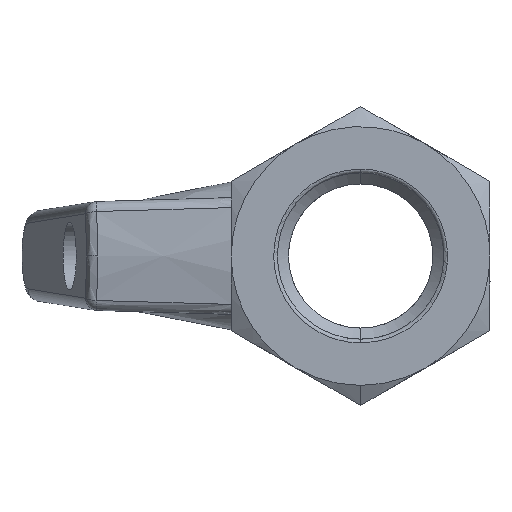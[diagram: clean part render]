
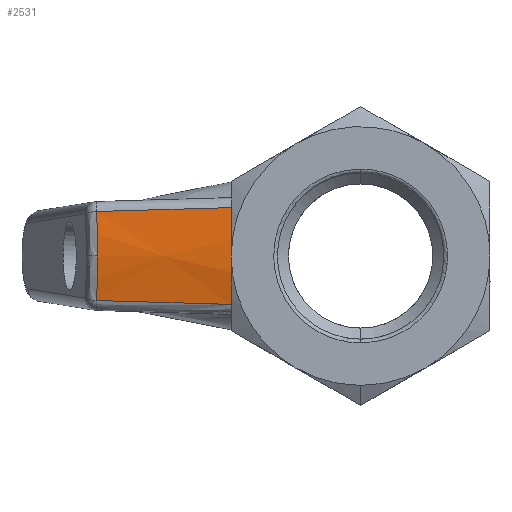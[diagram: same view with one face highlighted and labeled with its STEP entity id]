
A CAD part, left-side view. The second image highlights one B-rep face of the part: STEP entity #2531.
In plain terms, the highlighted conical face has half-angle 4 degrees and reference radius 20 mm.
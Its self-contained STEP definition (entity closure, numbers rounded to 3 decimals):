
#115 = ORIENTED_EDGE ( 'NONE', *, *, #1662, .T. ) ;
#132 = EDGE_CURVE ( 'NONE', #225, #2894, #2302, .T. ) ;
#149 = CARTESIAN_POINT ( 'NONE',  ( -7.394, 21.42, 3.613 ) ) ;
#225 = VERTEX_POINT ( 'NONE', #1205 ) ;
#623 = CARTESIAN_POINT ( 'NONE',  ( -7.741, 21.356, 1.208 ) ) ;
#634 = CARTESIAN_POINT ( 'NONE',  ( -7.625, 21.377, -2.42 ) ) ;
#705 = CARTESIAN_POINT ( 'NONE',  ( -7.394, 21.42, 3.613 ) ) ;
#935 = ORIENTED_EDGE ( 'NONE', *, *, #132, .T. ) ;
#1021 = EDGE_CURVE ( 'NONE', #2894, #1719, #2299, .T. ) ;
#1087 = CARTESIAN_POINT ( 'NONE',  ( -7.867, 14.214, 3.82 ) ) ;
#1101 = B_SPLINE_CURVE_WITH_KNOTS ( 'NONE', 3,
 ( #2847, #1474, #634, #3322 ),
 .UNSPECIFIED., .F., .F.,
 ( 4, 4 ),
 ( 0., 1. ),
 .UNSPECIFIED. ) ;
#1112 = CARTESIAN_POINT ( 'NONE',  ( -8.111, 10.5, 3.926 ) ) ;
#1205 = CARTESIAN_POINT ( 'NONE',  ( -8.111, 10.5, 3.926 ) ) ;
#1346 = CARTESIAN_POINT ( 'NONE',  ( -7.394, 21.42, 3.613 ) ) ;
#1348 = CARTESIAN_POINT ( 'NONE',  ( -7.872, 14.14, -3.822 ) ) ;
#1474 = CARTESIAN_POINT ( 'NONE',  ( -7.741, 21.356, -1.208 ) ) ;
#1478 = CARTESIAN_POINT ( 'NONE',  ( 11.5, 10.5, 0. ) ) ;
#1599 = CARTESIAN_POINT ( 'NONE',  ( -7.628, 17.854, 3.715 ) ) ;
#1662 = EDGE_CURVE ( 'NONE', #2277, #225, #2516, .T. ) ;
#1675 = CARTESIAN_POINT ( 'NONE',  ( -7.741, 21.356, 0. ) ) ;
#1719 = VERTEX_POINT ( 'NONE', #1675 ) ;
#1734 = CARTESIAN_POINT ( 'NONE',  ( -8.5, 10.5, -1.317 ) ) ;
#1813 = EDGE_CURVE ( 'NONE', #2277, #3679, #4682, .T. ) ;
#2277 = VERTEX_POINT ( 'NONE', #3456 ) ;
#2299 = B_SPLINE_CURVE_WITH_KNOTS ( 'NONE', 3,
 ( #149, #3686, #623, #2838 ),
 .UNSPECIFIED., .F., .F.,
 ( 4, 4 ),
 ( 0., 1. ),
 .UNSPECIFIED. ) ;
#2302 = B_SPLINE_CURVE_WITH_KNOTS ( 'NONE', 3,
 ( #1112, #1087, #1599, #705 ),
 .UNSPECIFIED., .F., .F.,
 ( 4, 4 ),
 ( 0., 1. ),
 .UNSPECIFIED. ) ;
#2482 = AXIS2_PLACEMENT_3D ( 'NONE', #1478, #3255, #2936 ) ;
#2516 = B_SPLINE_CURVE_WITH_KNOTS ( 'NONE', 3,
 ( #4819, #5259, #1734, #4837, #4396, #5277 ),
 .UNSPECIFIED., .F., .F.,
 ( 4, 2, 4 ),
 ( 0., 0.5, 1. ),
 .UNSPECIFIED. ) ;
#2531 = ADVANCED_FACE ( 'NONE', ( #4047 ), #5157, .T. ) ;
#2815 = EDGE_LOOP ( 'NONE', ( #2915, #115, #935, #2995, #5671 ) ) ;
#2838 = CARTESIAN_POINT ( 'NONE',  ( -7.741, 21.356, 0. ) ) ;
#2847 = CARTESIAN_POINT ( 'NONE',  ( -7.741, 21.356, 0. ) ) ;
#2894 = VERTEX_POINT ( 'NONE', #1346 ) ;
#2915 = ORIENTED_EDGE ( 'NONE', *, *, #1813, .F. ) ;
#2936 = DIRECTION ( 'NONE',  ( 0., 0., 1. ) ) ;
#2995 = ORIENTED_EDGE ( 'NONE', *, *, #1021, .T. ) ;
#3255 = DIRECTION ( 'NONE',  ( 0., -1., 0. ) ) ;
#3290 = EDGE_CURVE ( 'NONE', #1719, #3679, #1101, .T. ) ;
#3322 = CARTESIAN_POINT ( 'NONE',  ( -7.394, 21.42, -3.613 ) ) ;
#3456 = CARTESIAN_POINT ( 'NONE',  ( -8.111, 10.5, -3.926 ) ) ;
#3605 = CARTESIAN_POINT ( 'NONE',  ( -7.394, 21.42, -3.613 ) ) ;
#3679 = VERTEX_POINT ( 'NONE', #4081 ) ;
#3686 = CARTESIAN_POINT ( 'NONE',  ( -7.625, 21.377, 2.42 ) ) ;
#4047 = FACE_OUTER_BOUND ( 'NONE', #2815, .T. ) ;
#4081 = CARTESIAN_POINT ( 'NONE',  ( -7.394, 21.42, -3.613 ) ) ;
#4396 = CARTESIAN_POINT ( 'NONE',  ( -8.369, 10.5, 2.635 ) ) ;
#4682 = B_SPLINE_CURVE_WITH_KNOTS ( 'NONE', 3,
 ( #5360, #1348, #4862, #3605 ),
 .UNSPECIFIED., .F., .F.,
 ( 4, 4 ),
 ( 0., 1. ),
 .UNSPECIFIED. ) ;
#4819 = CARTESIAN_POINT ( 'NONE',  ( -8.111, 10.5, -3.926 ) ) ;
#4837 = CARTESIAN_POINT ( 'NONE',  ( -8.5, 10.5, 1.317 ) ) ;
#4862 = CARTESIAN_POINT ( 'NONE',  ( -7.633, 17.78, -3.717 ) ) ;
#5157 = CONICAL_SURFACE ( 'NONE', #2482, 20., 0.07 ) ;
#5259 = CARTESIAN_POINT ( 'NONE',  ( -8.369, 10.5, -2.635 ) ) ;
#5277 = CARTESIAN_POINT ( 'NONE',  ( -8.111, 10.5, 3.926 ) ) ;
#5360 = CARTESIAN_POINT ( 'NONE',  ( -8.111, 10.5, -3.926 ) ) ;
#5671 = ORIENTED_EDGE ( 'NONE', *, *, #3290, .T. ) ;
